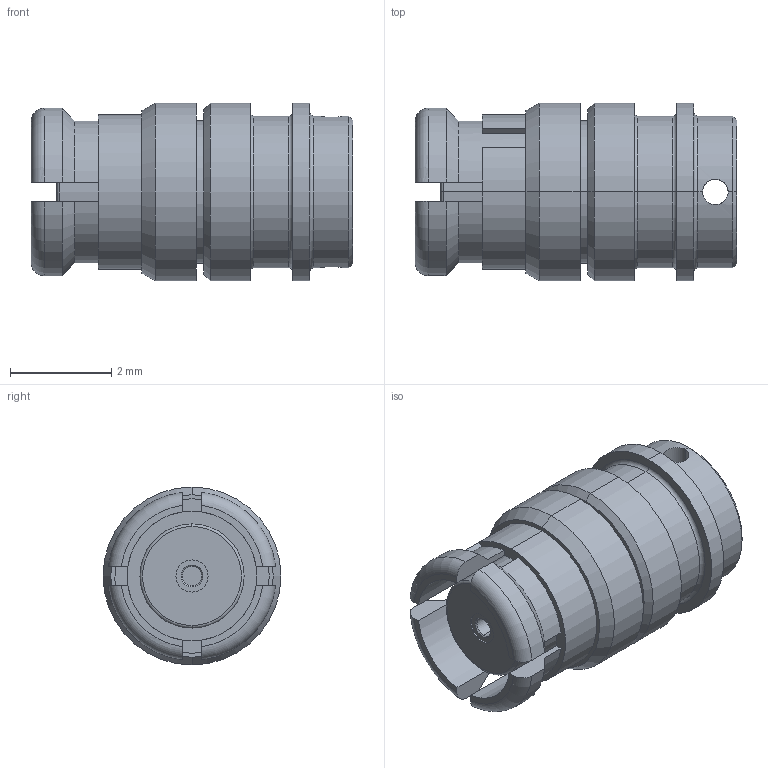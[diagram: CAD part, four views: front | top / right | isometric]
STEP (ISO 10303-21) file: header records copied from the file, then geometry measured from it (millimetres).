
FILE_DESCRIPTION (( 'STEP AP214' ), '1' );
FILE_NAME ('SC5146_3D.STEP', '2022-10-12T17:27:14', ( '' ), ( '' ), 'SwSTEP 2.0', 'SolidWorks 2021', '' );
FILE_SCHEMA (( 'AUTOMOTIVE_DESIGN' ));
Length unit declared in the file: inch
Products named in the file (1): SC5146_3D
Bounding box: 6.35 x 3.52 x 3.52 mm (x, y, z)
Volume: 41 mm3; surface area: 139.7 mm2
Topology: 1 solids, 1 shells, 90 faces, 228 edges, 146 vertices
Faces by surface type: cylinder 37, plane 27, cone 14, torus 12
Entity records: 2963 total; most frequent: CARTESIAN_POINT 645, DIRECTION 484, ORIENTED_EDGE 456, EDGE_CURVE 228, AXIS2_PLACEMENT_3D 197, VERTEX_POINT 146, CIRCLE 106, EDGE_LOOP 100
